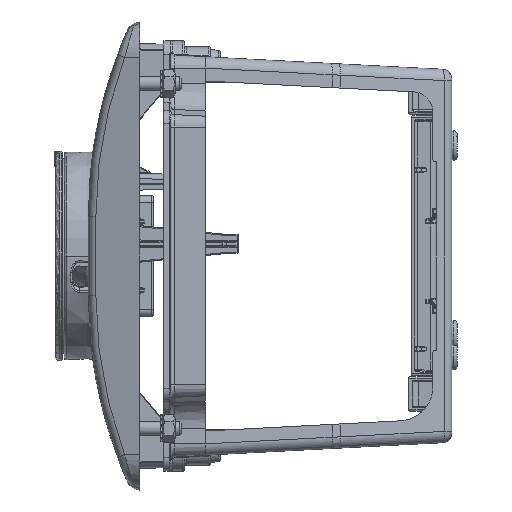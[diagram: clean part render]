
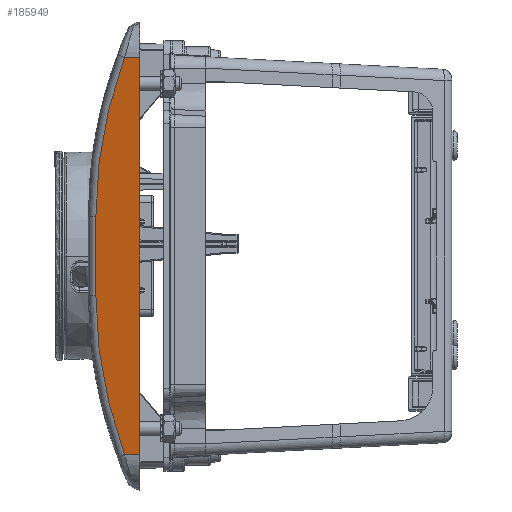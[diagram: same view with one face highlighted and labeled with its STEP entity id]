
A CAD part, left-side view. The second image highlights one B-rep face of the part: STEP entity #185949.
In plain terms, the highlighted face is planar.
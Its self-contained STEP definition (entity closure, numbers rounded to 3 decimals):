
#185176 = PLANE('',#185177);
#185177 = AXIS2_PLACEMENT_3D('',#185178,#185179,#185180);
#185178 = CARTESIAN_POINT('',(66.5,48.,-50.));
#185179 = DIRECTION('',(0.,-1.,0.));
#185180 = DIRECTION('',(1.,0.,0.));
#185236 = EDGE_CURVE('',#185237,#185239,#185241,.T.);
#185237 = VERTEX_POINT('',#185238);
#185238 = CARTESIAN_POINT('',(-57.5,48.,60.5));
#185239 = VERTEX_POINT('',#185240);
#185240 = CARTESIAN_POINT('',(57.5,48.,60.5));
#185241 = SURFACE_CURVE('',#185242,(#185246,#185253),.PCURVE_S1.);
#185242 = LINE('',#185243,#185244);
#185243 = CARTESIAN_POINT('',(-57.5,48.,60.5));
#185244 = VECTOR('',#185245,1.);
#185245 = DIRECTION('',(1.,0.,0.));
#185246 = PCURVE('',#185176,#185247);
#185247 = DEFINITIONAL_REPRESENTATION('',(#185248),#185252);
#185248 = LINE('',#185249,#185250);
#185249 = CARTESIAN_POINT('',(-124.,110.5));
#185250 = VECTOR('',#185251,1.);
#185251 = DIRECTION('',(1.,0.));
#185252 = ( GEOMETRIC_REPRESENTATION_CONTEXT(2) 
PARAMETRIC_REPRESENTATION_CONTEXT() REPRESENTATION_CONTEXT('2D SPACE',''
  ) );
#185253 = PCURVE('',#185254,#185259);
#185254 = PLANE('',#185255);
#185255 = AXIS2_PLACEMENT_3D('',#185256,#185257,#185258);
#185256 = CARTESIAN_POINT('',(57.5,48.,60.5));
#185257 = DIRECTION('',(0.,0.276,0.961));
#185258 = DIRECTION('',(0.,0.961,-0.276));
#185259 = DEFINITIONAL_REPRESENTATION('',(#185260),#185264);
#185260 = LINE('',#185261,#185262);
#185261 = CARTESIAN_POINT('',(0.,115.));
#185262 = VECTOR('',#185263,1.);
#185263 = DIRECTION('',(0.,-1.));
#185264 = ( GEOMETRIC_REPRESENTATION_CONTEXT(2) 
PARAMETRIC_REPRESENTATION_CONTEXT() REPRESENTATION_CONTEXT('2D SPACE',''
  ) );
#185287 = CONICAL_SURFACE('',#185288,9.87,0.28);
#185288 = AXIS2_PLACEMENT_3D('',#185289,#185290,#185291);
#185289 = CARTESIAN_POINT('',(57.5,50.193,50.));
#185290 = DIRECTION('',(0.,-1.,0.));
#185291 = DIRECTION('',(-0.984,0.,-0.181));
#185772 = CONICAL_SURFACE('',#185773,9.87,0.28);
#185773 = AXIS2_PLACEMENT_3D('',#185774,#185775,#185776);
#185774 = CARTESIAN_POINT('',(-57.5,50.193,50.));
#185775 = DIRECTION('',(0.,-1.,0.));
#185776 = DIRECTION('',(0.,0.,-1.));
#185949 = ADVANCED_FACE('',(#185950),#185254,.T.);
#185950 = FACE_BOUND('',#185951,.T.);
#185951 = EDGE_LOOP('',(#185952,#185982,#186017,#186038,#186039,#186062)
  );
#185952 = ORIENTED_EDGE('',*,*,#185953,.T.);
#185953 = EDGE_CURVE('',#185954,#185956,#185958,.T.);
#185954 = VERTEX_POINT('',#185955);
#185955 = CARTESIAN_POINT('',(11.499,60.728,
    56.844));
#185956 = VERTEX_POINT('',#185957);
#185957 = CARTESIAN_POINT('',(-11.5,60.728,
    56.844));
#185958 = SURFACE_CURVE('',#185959,(#185963,#185970),.PCURVE_S1.);
#185959 = LINE('',#185960,#185961);
#185960 = CARTESIAN_POINT('',(11.5,60.728,
    56.844));
#185961 = VECTOR('',#185962,1.);
#185962 = DIRECTION('',(-1.,0.,
    0.));
#185963 = PCURVE('',#185254,#185964);
#185964 = DEFINITIONAL_REPRESENTATION('',(#185965),#185969);
#185965 = LINE('',#185966,#185967);
#185966 = CARTESIAN_POINT('',(13.243,46.));
#185967 = VECTOR('',#185968,1.);
#185968 = DIRECTION('',(0.,1.));
#185969 = ( GEOMETRIC_REPRESENTATION_CONTEXT(2) 
PARAMETRIC_REPRESENTATION_CONTEXT() REPRESENTATION_CONTEXT('2D SPACE',''
  ) );
#185970 = PCURVE('',#185971,#185976);
#185971 = CYLINDRICAL_SURFACE('',#185972,3.);
#185972 = AXIS2_PLACEMENT_3D('',#185973,#185974,#185975);
#185973 = CARTESIAN_POINT('',(11.5,59.9,53.96));
#185974 = DIRECTION('',(1.,0.,0.));
#185975 = DIRECTION('',(0.,1.,0.));
#185976 = DEFINITIONAL_REPRESENTATION('',(#185977),#185981);
#185977 = LINE('',#185978,#185979);
#185978 = CARTESIAN_POINT('',(1.291,0.));
#185979 = VECTOR('',#185980,1.);
#185980 = DIRECTION('',(0.,-1.));
#185981 = ( GEOMETRIC_REPRESENTATION_CONTEXT(2) 
PARAMETRIC_REPRESENTATION_CONTEXT() REPRESENTATION_CONTEXT('2D SPACE',''
  ) );
#185982 = ORIENTED_EDGE('',*,*,#185983,.F.);
#185983 = EDGE_CURVE('',#185984,#185956,#185986,.T.);
#185984 = VERTEX_POINT('',#185985);
#185985 = CARTESIAN_POINT('',(-57.5,52.386,
    59.24));
#185986 = SURFACE_CURVE('',#185987,(#185992,#186005),.PCURVE_S1.);
#185987 = CIRCLE('',#185988,126.485);
#185988 = AXIS2_PLACEMENT_3D('',#185989,#185990,#185991);
#185989 = CARTESIAN_POINT('',(-11.452,-60.841,
    91.765));
#185990 = DIRECTION('',(0.,-0.276,
    -0.961));
#185991 = DIRECTION('',(-0.364,0.895,-0.257)
  );
#185992 = PCURVE('',#185254,#185993);
#185993 = DEFINITIONAL_REPRESENTATION('',(#185994),#186004);
#185994 = B_SPLINE_CURVE_WITH_KNOTS('',8,(#185995,#185996,#185997,
    #185998,#185999,#186000,#186001,#186002,#186003),.UNSPECIFIED.,.F.,
  .F.,(9,9),(0.,0.372),
  .PIECEWISE_BEZIER_KNOTS.);
#185995 = CARTESIAN_POINT('',(4.563,115.));
#185996 = CARTESIAN_POINT('',(6.706,109.518));
#185997 = CARTESIAN_POINT('',(8.557,103.923));
#185998 = CARTESIAN_POINT('',(10.11,98.232));
#185999 = CARTESIAN_POINT('',(11.358,92.463));
#186000 = CARTESIAN_POINT('',(12.298,86.636));
#186001 = CARTESIAN_POINT('',(12.926,80.771));
#186002 = CARTESIAN_POINT('',(13.241,74.885));
#186003 = CARTESIAN_POINT('',(13.243,69.));
#186004 = ( GEOMETRIC_REPRESENTATION_CONTEXT(2) 
PARAMETRIC_REPRESENTATION_CONTEXT() REPRESENTATION_CONTEXT('2D SPACE',''
  ) );
#186005 = PCURVE('',#186006,#186011);
#186006 = TOROIDAL_SURFACE('',#186007,126.485,3.);
#186007 = AXIS2_PLACEMENT_3D('',#186008,#186009,#186010);
#186008 = CARTESIAN_POINT('',(-11.452,-61.669,
    88.881));
#186009 = DIRECTION('',(0.,-0.276,
    -0.961));
#186010 = DIRECTION('',(0.003,0.961,
    -0.276));
#186011 = DEFINITIONAL_REPRESENTATION('',(#186012),#186016);
#186012 = LINE('',#186013,#186014);
#186013 = CARTESIAN_POINT('',(5.907,4.712));
#186014 = VECTOR('',#186015,1.);
#186015 = DIRECTION('',(1.,0.));
#186016 = ( GEOMETRIC_REPRESENTATION_CONTEXT(2) 
PARAMETRIC_REPRESENTATION_CONTEXT() REPRESENTATION_CONTEXT('2D SPACE',''
  ) );
#186017 = ORIENTED_EDGE('',*,*,#186018,.T.);
#186018 = EDGE_CURVE('',#185984,#185237,#186019,.T.);
#186019 = SURFACE_CURVE('',#186020,(#186024,#186031),.PCURVE_S1.);
#186020 = LINE('',#186021,#186022);
#186021 = CARTESIAN_POINT('',(-57.5,52.386,
    59.24));
#186022 = VECTOR('',#186023,1.);
#186023 = DIRECTION('',(0.,-0.961,
    0.276));
#186024 = PCURVE('',#185254,#186025);
#186025 = DEFINITIONAL_REPRESENTATION('',(#186026),#186030);
#186026 = LINE('',#186027,#186028);
#186027 = CARTESIAN_POINT('',(4.564,115.));
#186028 = VECTOR('',#186029,1.);
#186029 = DIRECTION('',(-1.,0.));
#186030 = ( GEOMETRIC_REPRESENTATION_CONTEXT(2) 
PARAMETRIC_REPRESENTATION_CONTEXT() REPRESENTATION_CONTEXT('2D SPACE',''
  ) );
#186031 = PCURVE('',#185772,#186032);
#186032 = DEFINITIONAL_REPRESENTATION('',(#186033),#186037);
#186033 = LINE('',#186034,#186035);
#186034 = CARTESIAN_POINT('',(3.142,-2.193));
#186035 = VECTOR('',#186036,1.);
#186036 = DIRECTION('',(0.,1.));
#186037 = ( GEOMETRIC_REPRESENTATION_CONTEXT(2) 
PARAMETRIC_REPRESENTATION_CONTEXT() REPRESENTATION_CONTEXT('2D SPACE',''
  ) );
#186038 = ORIENTED_EDGE('',*,*,#185236,.T.);
#186039 = ORIENTED_EDGE('',*,*,#186040,.T.);
#186040 = EDGE_CURVE('',#185239,#186041,#186043,.T.);
#186041 = VERTEX_POINT('',#186042);
#186042 = CARTESIAN_POINT('',(57.5,52.386,
    59.24));
#186043 = SURFACE_CURVE('',#186044,(#186048,#186055),.PCURVE_S1.);
#186044 = LINE('',#186045,#186046);
#186045 = CARTESIAN_POINT('',(57.5,48.,60.5));
#186046 = VECTOR('',#186047,1.);
#186047 = DIRECTION('',(0.,0.961,-0.276)
  );
#186048 = PCURVE('',#185254,#186049);
#186049 = DEFINITIONAL_REPRESENTATION('',(#186050),#186054);
#186050 = LINE('',#186051,#186052);
#186051 = CARTESIAN_POINT('',(0.,0.));
#186052 = VECTOR('',#186053,1.);
#186053 = DIRECTION('',(1.,0.));
#186054 = ( GEOMETRIC_REPRESENTATION_CONTEXT(2) 
PARAMETRIC_REPRESENTATION_CONTEXT() REPRESENTATION_CONTEXT('2D SPACE',''
  ) );
#186055 = PCURVE('',#185287,#186056);
#186056 = DEFINITIONAL_REPRESENTATION('',(#186057),#186061);
#186057 = LINE('',#186058,#186059);
#186058 = CARTESIAN_POINT('',(4.531,2.193));
#186059 = VECTOR('',#186060,1.);
#186060 = DIRECTION('',(0.,-1.));
#186061 = ( GEOMETRIC_REPRESENTATION_CONTEXT(2) 
PARAMETRIC_REPRESENTATION_CONTEXT() REPRESENTATION_CONTEXT('2D SPACE',''
  ) );
#186062 = ORIENTED_EDGE('',*,*,#186063,.F.);
#186063 = EDGE_CURVE('',#185954,#186041,#186064,.T.);
#186064 = SURFACE_CURVE('',#186065,(#186070,#186083),.PCURVE_S1.);
#186065 = CIRCLE('',#186066,126.485);
#186066 = AXIS2_PLACEMENT_3D('',#186067,#186068,#186069);
#186067 = CARTESIAN_POINT('',(11.452,-60.841,
    91.765));
#186068 = DIRECTION('',(0.,-0.276,
    -0.961));
#186069 = DIRECTION('',(0.,0.961,
    -0.276));
#186070 = PCURVE('',#185254,#186071);
#186071 = DEFINITIONAL_REPRESENTATION('',(#186072),#186082);
#186072 = B_SPLINE_CURVE_WITH_KNOTS('',8,(#186073,#186074,#186075,
    #186076,#186077,#186078,#186079,#186080,#186081),.UNSPECIFIED.,.F.,
  .F.,(9,9),(6.283,6.655),.PIECEWISE_BEZIER_KNOTS.);
#186073 = CARTESIAN_POINT('',(13.243,46.001));
#186074 = CARTESIAN_POINT('',(13.241,40.115));
#186075 = CARTESIAN_POINT('',(12.926,34.23));
#186076 = CARTESIAN_POINT('',(12.298,28.364));
#186077 = CARTESIAN_POINT('',(11.358,22.537));
#186078 = CARTESIAN_POINT('',(10.11,16.769));
#186079 = CARTESIAN_POINT('',(8.557,11.077));
#186080 = CARTESIAN_POINT('',(6.706,5.482));
#186081 = CARTESIAN_POINT('',(4.563,0.));
#186082 = ( GEOMETRIC_REPRESENTATION_CONTEXT(2) 
PARAMETRIC_REPRESENTATION_CONTEXT() REPRESENTATION_CONTEXT('2D SPACE',''
  ) );
#186083 = PCURVE('',#186084,#186089);
#186084 = TOROIDAL_SURFACE('',#186085,126.485,3.);
#186085 = AXIS2_PLACEMENT_3D('',#186086,#186087,#186088);
#186086 = CARTESIAN_POINT('',(11.452,-61.669,
    88.881));
#186087 = DIRECTION('',(0.,-0.276,
    -0.961));
#186088 = DIRECTION('',(0.368,0.894,-0.257));
#186089 = DEFINITIONAL_REPRESENTATION('',(#186090),#186094);
#186090 = LINE('',#186091,#186092);
#186091 = CARTESIAN_POINT('',(-0.376,4.712));
#186092 = VECTOR('',#186093,1.);
#186093 = DIRECTION('',(1.,0.));
#186094 = ( GEOMETRIC_REPRESENTATION_CONTEXT(2) 
PARAMETRIC_REPRESENTATION_CONTEXT() REPRESENTATION_CONTEXT('2D SPACE',''
  ) );
